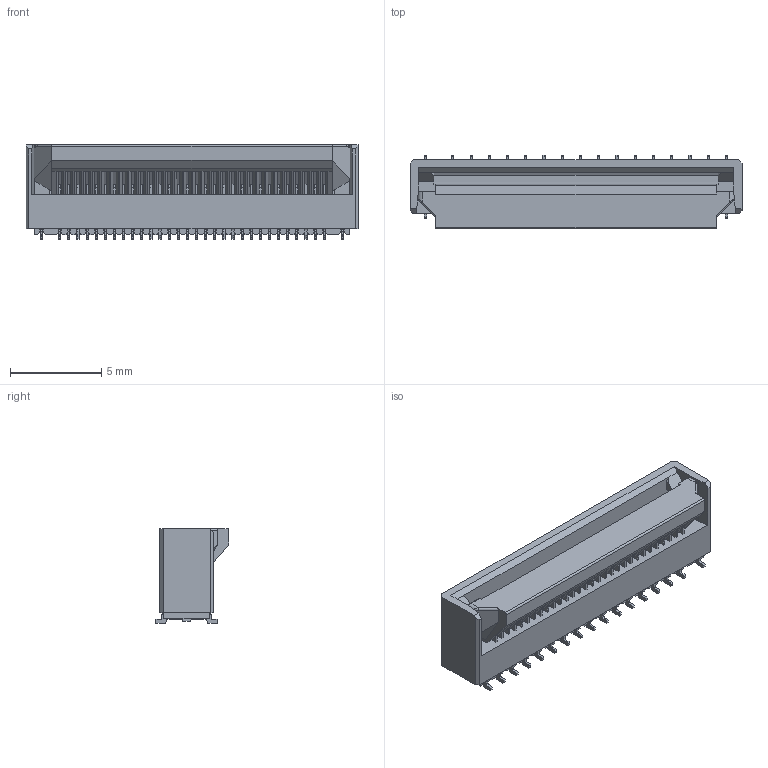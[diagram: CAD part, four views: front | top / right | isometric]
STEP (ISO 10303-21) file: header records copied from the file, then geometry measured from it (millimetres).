
FILE_DESCRIPTION(('FreeCAD Model'),'2;1');
FILE_NAME('Open CASCADE Shape Model','2025-11-07T22:31:37',( 'kicad StepUp'),('ksu MCAD'),'Open CASCADE STEP processor 7.8', 'FreeCAD','Unknown');
FILE_SCHEMA(('AUTOMOTIVE_DESIGN { 1 0 10303 214 1 1 1 1 }'));
Length unit declared in the file: millimetre
Products named in the file (1): TF38_30S_0_5SV_3D001_cp001
Bounding box: 18.2 x 4.05 x 5.2 mm (x, y, z)
Volume: 223.6 mm3; surface area: 610.1 mm2
Topology: 1 solids, 1 shells, 1223 faces, 3404 edges, 2244 vertices
Faces by surface type: plane 991, cylinder 224, torus 4, bspline 4
Entity records: 39325 total; most frequent: CARTESIAN_POINT 7552, ORIENTED_EDGE 6808, DIRECTION 6266, EDGE_CURVE 3404, LINE 2932, VECTOR 2932, VERTEX_POINT 2244, AXIS2_PLACEMENT_3D 1667
